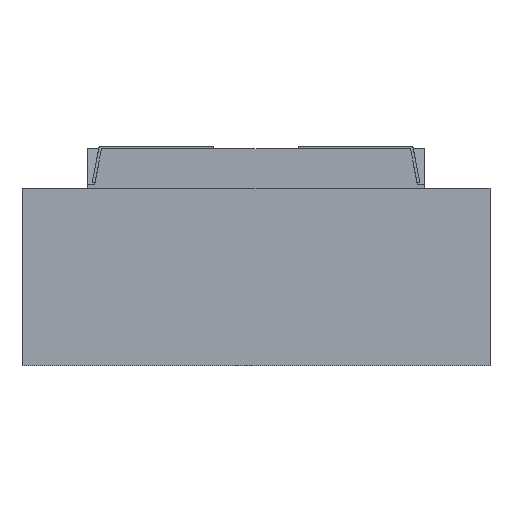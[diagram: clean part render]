
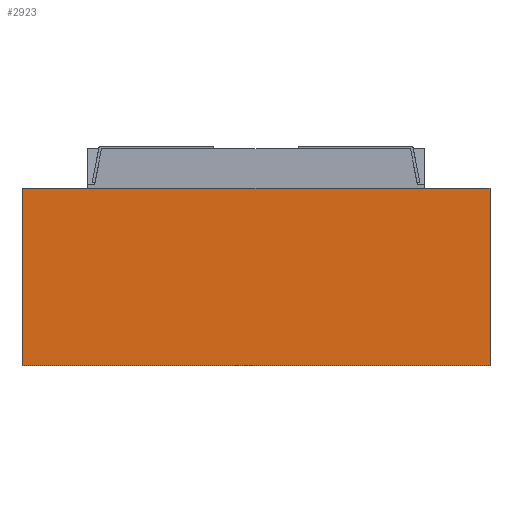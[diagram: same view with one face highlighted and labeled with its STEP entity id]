
A CAD part, front view. The second image highlights one B-rep face of the part: STEP entity #2923.
In plain terms, the highlighted planar face has unit normal (0, -1, 0).
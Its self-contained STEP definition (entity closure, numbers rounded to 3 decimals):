
#127 = CARTESIAN_POINT ( 'NONE',  ( 1.8, -2.45, 0.95 ) ) ;
#134 = EDGE_CURVE ( 'NONE', #3136, #263, #348, .T. ) ;
#263 = VERTEX_POINT ( 'NONE', #1771 ) ;
#348 = LINE ( 'NONE', #3028, #908 ) ;
#376 = VECTOR ( 'NONE', #2125, 1000. ) ;
#458 = VERTEX_POINT ( 'NONE', #2940 ) ;
#513 = CARTESIAN_POINT ( 'NONE',  ( -2.5, -2.45, -0.95 ) ) ;
#554 = VECTOR ( 'NONE', #1041, 1000. ) ;
#562 = CARTESIAN_POINT ( 'NONE',  ( -2.5, -2.45, 0.95 ) ) ;
#571 = ORIENTED_EDGE ( 'NONE', *, *, #3967, .F. ) ;
#729 = VERTEX_POINT ( 'NONE', #127 ) ;
#735 = LINE ( 'NONE', #513, #1782 ) ;
#773 = DIRECTION ( 'NONE',  ( 0., 0., -1. ) ) ;
#829 = LINE ( 'NONE', #2397, #2599 ) ;
#902 = PLANE ( 'NONE',  #1040 ) ;
#908 = VECTOR ( 'NONE', #773, 1000. ) ;
#990 = FACE_OUTER_BOUND ( 'NONE', #2570, .T. ) ;
#1040 = AXIS2_PLACEMENT_3D ( 'NONE', #1497, #1202, #3457 ) ;
#1041 = DIRECTION ( 'NONE',  ( 1., 0., 0. ) ) ;
#1096 = DIRECTION ( 'NONE',  ( 1., 0., 0. ) ) ;
#1202 = DIRECTION ( 'NONE',  ( 0., 1., 0. ) ) ;
#1263 = ORIENTED_EDGE ( 'NONE', *, *, #1623, .F. ) ;
#1497 = CARTESIAN_POINT ( 'NONE',  ( -2.5, -2.45, 0.95 ) ) ;
#1506 = EDGE_CURVE ( 'NONE', #3136, #4112, #829, .T. ) ;
#1613 = ORIENTED_EDGE ( 'NONE', *, *, #2965, .T. ) ;
#1623 = EDGE_CURVE ( 'NONE', #729, #458, #1931, .T. ) ;
#1711 = CARTESIAN_POINT ( 'NONE',  ( -1.8, -2.45, 0.95 ) ) ;
#1771 = CARTESIAN_POINT ( 'NONE',  ( -2.5, -2.45, -0.95 ) ) ;
#1778 = EDGE_CURVE ( 'NONE', #458, #3596, #2276, .T. ) ;
#1782 = VECTOR ( 'NONE', #3354, 1000. ) ;
#1818 = VECTOR ( 'NONE', #3526, 1000. ) ;
#1931 = LINE ( 'NONE', #562, #376 ) ;
#2028 = CARTESIAN_POINT ( 'NONE',  ( -2.5, -2.45, 0.95 ) ) ;
#2125 = DIRECTION ( 'NONE',  ( 1., 0., 0. ) ) ;
#2246 = LINE ( 'NONE', #3639, #554 ) ;
#2276 = LINE ( 'NONE', #3129, #1818 ) ;
#2397 = CARTESIAN_POINT ( 'NONE',  ( -2.5, -2.45, 0.95 ) ) ;
#2570 = EDGE_LOOP ( 'NONE', ( #1613, #3017, #1263, #571, #3974, #3776 ) ) ;
#2599 = VECTOR ( 'NONE', #1096, 1000. ) ;
#2923 = ADVANCED_FACE ( 'NONE', ( #990 ), #902, .F. ) ;
#2940 = CARTESIAN_POINT ( 'NONE',  ( 2.5, -2.45, 0.95 ) ) ;
#2965 = EDGE_CURVE ( 'NONE', #263, #3596, #735, .T. ) ;
#3017 = ORIENTED_EDGE ( 'NONE', *, *, #1778, .F. ) ;
#3028 = CARTESIAN_POINT ( 'NONE',  ( -2.5, -2.45, 0.95 ) ) ;
#3129 = CARTESIAN_POINT ( 'NONE',  ( 2.5, -2.45, 0.95 ) ) ;
#3136 = VERTEX_POINT ( 'NONE', #2028 ) ;
#3354 = DIRECTION ( 'NONE',  ( 1., 0., 0. ) ) ;
#3457 = DIRECTION ( 'NONE',  ( 0., 0., 1. ) ) ;
#3526 = DIRECTION ( 'NONE',  ( 0., 0., -1. ) ) ;
#3596 = VERTEX_POINT ( 'NONE', #3719 ) ;
#3639 = CARTESIAN_POINT ( 'NONE',  ( -2.5, -2.45, 0.95 ) ) ;
#3719 = CARTESIAN_POINT ( 'NONE',  ( 2.5, -2.45, -0.95 ) ) ;
#3776 = ORIENTED_EDGE ( 'NONE', *, *, #134, .T. ) ;
#3967 = EDGE_CURVE ( 'NONE', #4112, #729, #2246, .T. ) ;
#3974 = ORIENTED_EDGE ( 'NONE', *, *, #1506, .F. ) ;
#4112 = VERTEX_POINT ( 'NONE', #1711 ) ;
